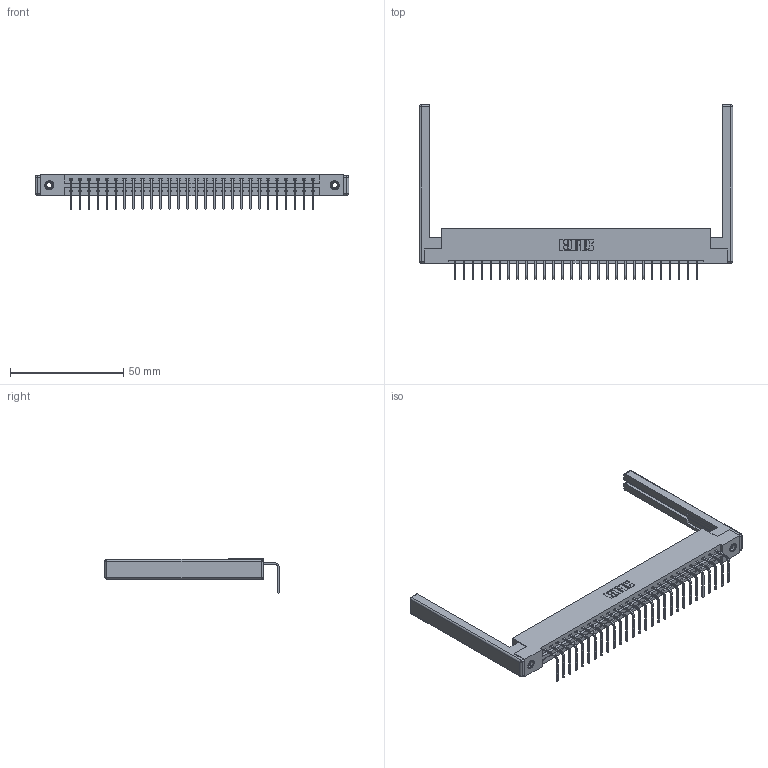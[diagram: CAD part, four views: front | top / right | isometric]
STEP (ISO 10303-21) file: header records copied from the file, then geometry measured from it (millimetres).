
FILE_DESCRIPTION (( 'STEP AP203' ), '1' );
FILE_NAME ('387-028-558-168.STEP', '2019-10-07T19:10:03', ( '' ), ( '' ), 'SwSTEP 2.0', 'SolidWorks 2016', '' );
FILE_SCHEMA (( 'CONFIG_CONTROL_DESIGN' ));
Length unit declared in the file: inch
Products named in the file (5): 345-250-001_345-250-001-102; 387-028-558-168; 337 Part_Flush Mounting Lugs - 0.156 Dia-TI; 345-292-001_558 Tail - 2; 307-220-068
Assembly tree (33 placements, depth 2):
  387-028-558-168
    337 Part_Flush Mounting Lugs - 0.156 Dia-TI
    345-292-001_558 Tail - 2  x28
    345-250-001_345-250-001-102  x2
    307-220-068  x2
Bounding box: 138.38 x 76.9 x 15.37 mm (x, y, z)
Volume: 18691.5 mm3; surface area: 19365.3 mm2
Topology: 33 solids, 33 shells, 2060 faces, 6133 edges, 4030 vertices
Faces by surface type: plane 1502, cylinder 534, cone 12, sphere 8, torus 4
Entity records: 25468 total; most frequent: CARTESIAN_POINT 4391, ORIENTED_EDGE 4344, DIRECTION 3798, EDGE_CURVE 2172, VECTOR 1994, LINE 1994, VERTEX_POINT 1438, AXIS2_PLACEMENT_3D 902
